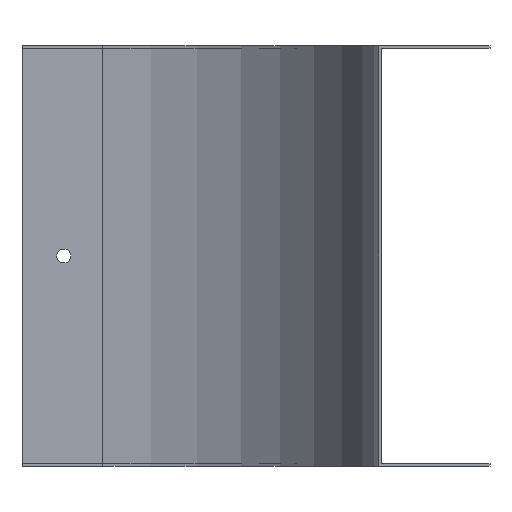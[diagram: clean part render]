
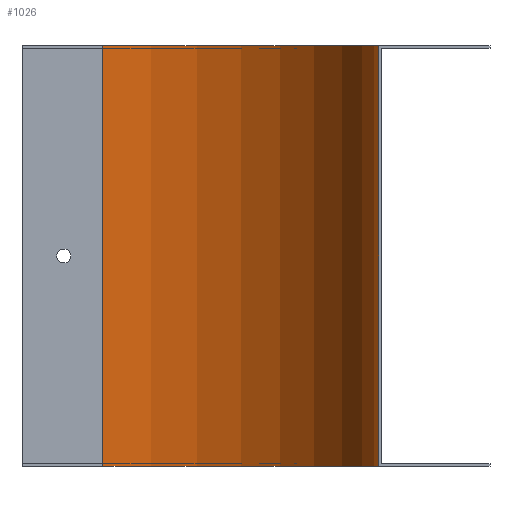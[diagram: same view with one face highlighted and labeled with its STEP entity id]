
A CAD part, left-side view. The second image highlights one B-rep face of the part: STEP entity #1026.
In plain terms, the highlighted cylindrical face has radius 99 mm (diameter 198 mm), a partial arc.
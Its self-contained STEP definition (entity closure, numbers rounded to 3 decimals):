
#64 = LINE ( 'NONE', #716, #68 ) ;
#68 = VECTOR ( 'NONE', #693, 1000. ) ;
#101 = CARTESIAN_POINT ( 'NONE',  ( -125., 40., -150. ) ) ;
#104 = CARTESIAN_POINT ( 'NONE',  ( -26., 139., -150. ) ) ;
#110 = CARTESIAN_POINT ( 'NONE',  ( -26., 139., 1. ) ) ;
#188 = ORIENTED_EDGE ( 'NONE', *, *, #809, .T. ) ;
#189 = ORIENTED_EDGE ( 'NONE', *, *, #657, .F. ) ;
#313 = EDGE_LOOP ( 'NONE', ( #188, #189, #529, #551 ) ) ;
#480 = LINE ( 'NONE', #1556, #484 ) ;
#484 = VECTOR ( 'NONE', #1565, 1000. ) ;
#529 = ORIENTED_EDGE ( 'NONE', *, *, #854, .F. ) ;
#551 = ORIENTED_EDGE ( 'NONE', *, *, #724, .T. ) ;
#598 = AXIS2_PLACEMENT_3D ( 'NONE', #1241, #1240, #1239 ) ;
#612 = AXIS2_PLACEMENT_3D ( 'NONE', #1640, #1639, #1637 ) ;
#657 = EDGE_CURVE ( 'NONE', #1133, #1127, #64, .T. ) ;
#693 = DIRECTION ( 'NONE',  ( 0., 0., 1. ) ) ;
#716 = CARTESIAN_POINT ( 'NONE',  ( -26., 139., -150. ) ) ;
#724 = EDGE_CURVE ( 'NONE', #1136, #1294, #480, .T. ) ;
#728 = AXIS2_PLACEMENT_3D ( 'NONE', #898, #900, #920 ) ;
#809 = EDGE_CURVE ( 'NONE', #1294, #1127, #977, .T. ) ;
#854 = EDGE_CURVE ( 'NONE', #1136, #1133, #1365, .T. ) ;
#898 = CARTESIAN_POINT ( 'NONE',  ( -125., 139., -150. ) ) ;
#900 = DIRECTION ( 'NONE',  ( 0., 0., 1. ) ) ;
#920 = DIRECTION ( 'NONE',  ( 1., 0., 0. ) ) ;
#977 = CIRCLE ( 'NONE', #612, 99. ) ;
#1026 = ADVANCED_FACE ( 'NONE', ( #1432 ), #1436, .F. ) ;
#1127 = VERTEX_POINT ( 'NONE', #110 ) ;
#1133 = VERTEX_POINT ( 'NONE', #104 ) ;
#1136 = VERTEX_POINT ( 'NONE', #101 ) ;
#1239 = DIRECTION ( 'NONE',  ( -1., 0., 0. ) ) ;
#1240 = DIRECTION ( 'NONE',  ( 0., 0., 1. ) ) ;
#1241 = CARTESIAN_POINT ( 'NONE',  ( -125., 139., -150. ) ) ;
#1294 = VERTEX_POINT ( 'NONE', #1339 ) ;
#1339 = CARTESIAN_POINT ( 'NONE',  ( -125., 40., 1. ) ) ;
#1365 = CIRCLE ( 'NONE', #598, 99. ) ;
#1432 = FACE_OUTER_BOUND ( 'NONE', #313, .T. ) ;
#1436 = CYLINDRICAL_SURFACE ( 'NONE', #728, 99. ) ;
#1556 = CARTESIAN_POINT ( 'NONE',  ( -125., 40., -150. ) ) ;
#1565 = DIRECTION ( 'NONE',  ( 0., 0., 1. ) ) ;
#1637 = DIRECTION ( 'NONE',  ( -1., 0., 0. ) ) ;
#1639 = DIRECTION ( 'NONE',  ( 0., 0., 1. ) ) ;
#1640 = CARTESIAN_POINT ( 'NONE',  ( -125., 139., 1. ) ) ;
